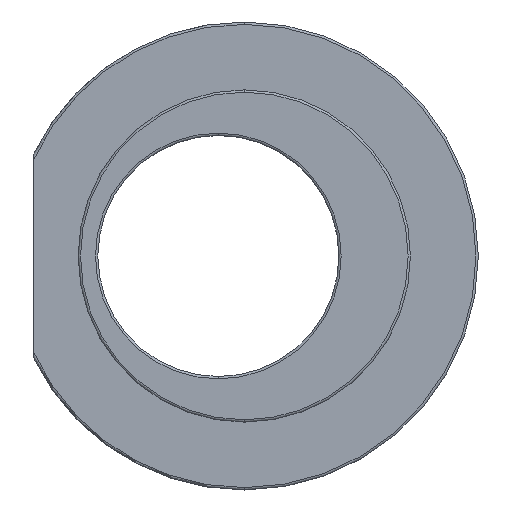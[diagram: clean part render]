
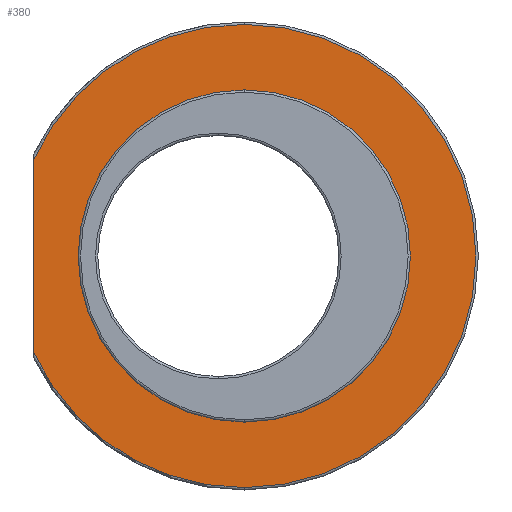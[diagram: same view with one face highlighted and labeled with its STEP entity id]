
A CAD part, left-side view. The second image highlights one B-rep face of the part: STEP entity #380.
In plain terms, the highlighted planar face has unit normal (-1, 0, 0).
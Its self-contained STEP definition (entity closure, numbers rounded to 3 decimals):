
#2 = AXIS2_PLACEMENT_3D ( 'NONE', #221, #530, #759 ) ;
#42 = LINE ( 'NONE', #560, #673 ) ;
#43 = VERTEX_POINT ( 'NONE', #889 ) ;
#55 = FACE_BOUND ( 'NONE', #187, .T. ) ;
#78 = EDGE_CURVE ( 'NONE', #222, #646, #42, .T. ) ;
#100 = ORIENTED_EDGE ( 'NONE', *, *, #78, .F. ) ;
#141 = CARTESIAN_POINT ( 'NONE',  ( -3., 0., -3.55 ) ) ;
#187 = EDGE_LOOP ( 'NONE', ( #302, #374 ) ) ;
#193 = AXIS2_PLACEMENT_3D ( 'NONE', #204, #292, #598 ) ;
#204 = CARTESIAN_POINT ( 'NONE',  ( -3., 0., 0. ) ) ;
#221 = CARTESIAN_POINT ( 'NONE',  ( -3., 0., 0. ) ) ;
#222 = VERTEX_POINT ( 'NONE', #796 ) ;
#233 = AXIS2_PLACEMENT_3D ( 'NONE', #1002, #384, #314 ) ;
#237 = DIRECTION ( 'NONE',  ( -1., 0., 0. ) ) ;
#258 = ORIENTED_EDGE ( 'NONE', *, *, #951, .T. ) ;
#287 = CARTESIAN_POINT ( 'NONE',  ( -3., 0., 4.95 ) ) ;
#292 = DIRECTION ( 'NONE',  ( 1., 0., 0. ) ) ;
#302 = ORIENTED_EDGE ( 'NONE', *, *, #468, .F. ) ;
#311 = DIRECTION ( 'NONE',  ( 0., 0., -1. ) ) ;
#314 = DIRECTION ( 'NONE',  ( 0., 0., -1. ) ) ;
#338 = CARTESIAN_POINT ( 'NONE',  ( -3., 4.5, 2.062 ) ) ;
#374 = ORIENTED_EDGE ( 'NONE', *, *, #556, .F. ) ;
#379 = AXIS2_PLACEMENT_3D ( 'NONE', #442, #758, #822 ) ;
#380 = ADVANCED_FACE ( 'NONE', ( #55, #447 ), #435, .F. ) ;
#384 = DIRECTION ( 'NONE',  ( -1., 0., 0. ) ) ;
#387 = VERTEX_POINT ( 'NONE', #141 ) ;
#425 = DIRECTION ( 'NONE',  ( 0., 0., 1. ) ) ;
#435 = PLANE ( 'NONE',  #193 ) ;
#442 = CARTESIAN_POINT ( 'NONE',  ( -3., 0., 0. ) ) ;
#444 = EDGE_CURVE ( 'NONE', #43, #808, #832, .T. ) ;
#447 = FACE_OUTER_BOUND ( 'NONE', #997, .T. ) ;
#454 = DIRECTION ( 'NONE',  ( -1., 0., 0. ) ) ;
#466 = VERTEX_POINT ( 'NONE', #980 ) ;
#468 = EDGE_CURVE ( 'NONE', #387, #466, #905, .T. ) ;
#478 = CARTESIAN_POINT ( 'NONE',  ( -3., 0., 0. ) ) ;
#530 = DIRECTION ( 'NONE',  ( -1., 0., 0. ) ) ;
#538 = AXIS2_PLACEMENT_3D ( 'NONE', #834, #454, #753 ) ;
#541 = EDGE_CURVE ( 'NONE', #808, #646, #592, .T. ) ;
#556 = EDGE_CURVE ( 'NONE', #466, #387, #848, .T. ) ;
#560 = CARTESIAN_POINT ( 'NONE',  ( -3., 4.5, 0. ) ) ;
#592 = CIRCLE ( 'NONE', #233, 4.95 ) ;
#598 = DIRECTION ( 'NONE',  ( 0., 0., -1. ) ) ;
#642 = ORIENTED_EDGE ( 'NONE', *, *, #541, .T. ) ;
#646 = VERTEX_POINT ( 'NONE', #338 ) ;
#673 = VECTOR ( 'NONE', #425, 1000. ) ;
#753 = DIRECTION ( 'NONE',  ( 0., 0., -1. ) ) ;
#758 = DIRECTION ( 'NONE',  ( -1., 0., 0. ) ) ;
#759 = DIRECTION ( 'NONE',  ( 0., 0., -1. ) ) ;
#796 = CARTESIAN_POINT ( 'NONE',  ( -3., 4.5, -2.062 ) ) ;
#808 = VERTEX_POINT ( 'NONE', #287 ) ;
#822 = DIRECTION ( 'NONE',  ( 0., 0., -1. ) ) ;
#832 = CIRCLE ( 'NONE', #538, 4.95 ) ;
#834 = CARTESIAN_POINT ( 'NONE',  ( -3., 0., 0. ) ) ;
#840 = AXIS2_PLACEMENT_3D ( 'NONE', #478, #237, #311 ) ;
#848 = CIRCLE ( 'NONE', #840, 3.55 ) ;
#886 = CIRCLE ( 'NONE', #2, 4.95 ) ;
#889 = CARTESIAN_POINT ( 'NONE',  ( -3., 0., -4.95 ) ) ;
#891 = ORIENTED_EDGE ( 'NONE', *, *, #444, .T. ) ;
#905 = CIRCLE ( 'NONE', #379, 3.55 ) ;
#951 = EDGE_CURVE ( 'NONE', #222, #43, #886, .T. ) ;
#980 = CARTESIAN_POINT ( 'NONE',  ( -3., 0., 3.55 ) ) ;
#997 = EDGE_LOOP ( 'NONE', ( #100, #258, #891, #642 ) ) ;
#1002 = CARTESIAN_POINT ( 'NONE',  ( -3., 0., 0. ) ) ;
